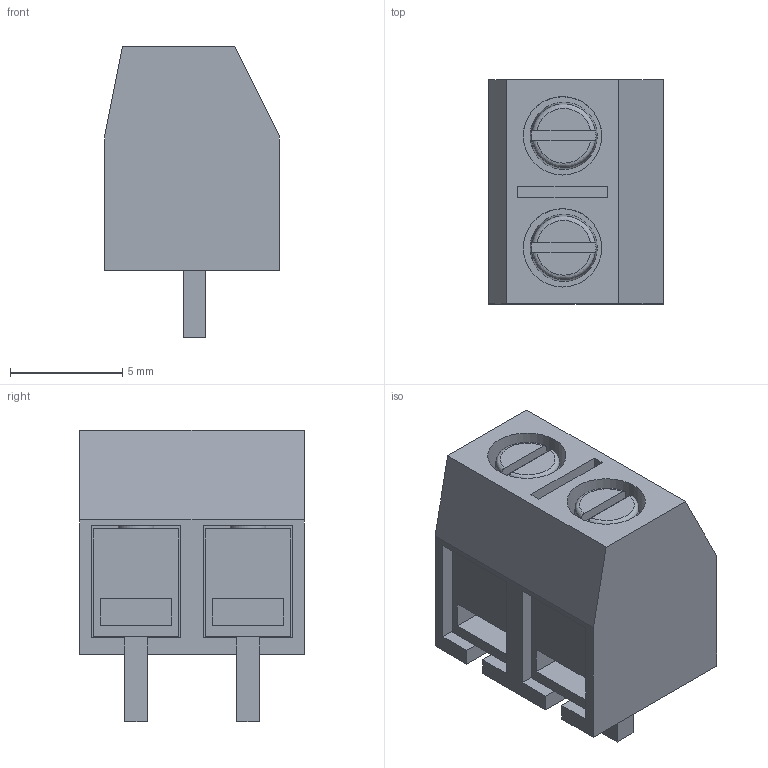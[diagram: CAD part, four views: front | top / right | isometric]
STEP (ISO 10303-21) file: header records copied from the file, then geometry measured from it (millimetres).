
FILE_DESCRIPTION(('FreeCAD Model'),'2;1');
FILE_NAME('screw_terminal_01x02_P5_08mm.step','2019-07-23T22:25:32',(''),(''), 'Open CASCADE STEP processor 7.3','FreeCAD','Unknown');
FILE_SCHEMA(('AUTOMOTIVE_DESIGN { 1 0 10303 214 1 1 1 1 }'));
Length unit declared in the file: millimetre
Products named in the file (6): Part; Body-ABS; Body-borne-G; Body-borne-D; M1.6x4-Screw001; M1.6x4-Screw
Assembly tree (5 placements, depth 2):
  Part
    Body-ABS
    Body-borne-G
    Body-borne-D
    M1.6x4-Screw001
    M1.6x4-Screw
Bounding box: 7.8 x 10 x 13 mm (x, y, z)
Volume: 625.7 mm3; surface area: 1114.4 mm2
Topology: 5 solids, 5 shells, 89 faces, 214 edges, 140 vertices
Faces by surface type: plane 75, cylinder 6, revolution 6, cone 2
Full cylindrical faces by diameter (mm): 1.6 x4, 3.5 x2
Entity records: 2858 total; most frequent: CARTESIAN_POINT 591, DIRECTION 440, ORIENTED_EDGE 428, EDGE_CURVE 214, LINE 168, VECTOR 168, VERTEX_POINT 140, AXIS2_PLACEMENT_3D 133
